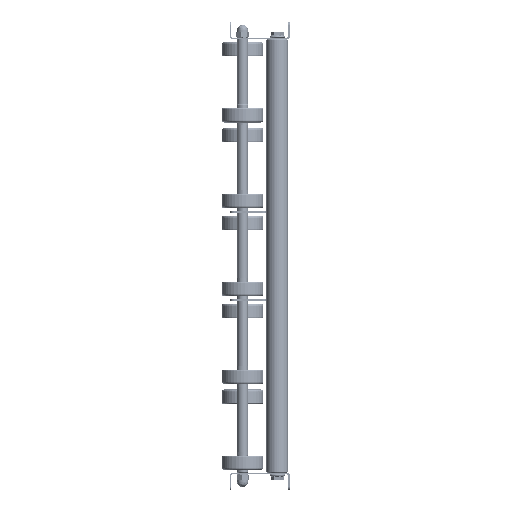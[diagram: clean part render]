
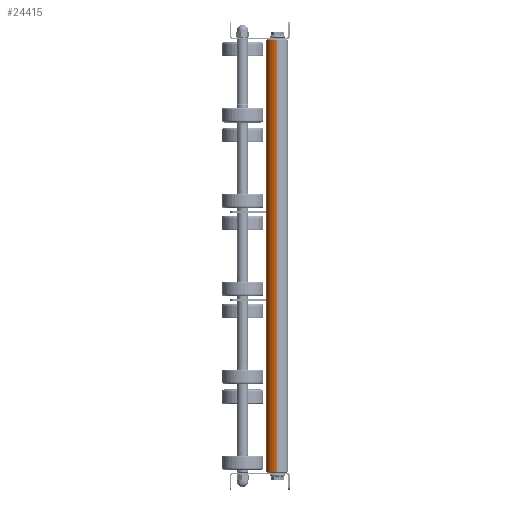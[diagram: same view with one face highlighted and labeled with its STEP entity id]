
A CAD part, left-side view. The second image highlights one B-rep face of the part: STEP entity #24415.
In plain terms, the highlighted cylindrical face has radius 12.5 mm (diameter 25 mm), a partial arc.
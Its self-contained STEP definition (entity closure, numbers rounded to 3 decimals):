
#406 = DIRECTION ( 'NONE',  ( 1., 0., 0. ) ) ;
#495 = VERTEX_POINT ( 'NONE', #15876 ) ;
#769 = CARTESIAN_POINT ( 'NONE',  ( 499., 0., -12.5 ) ) ;
#1500 = EDGE_CURVE ( 'NONE', #29865, #29831, #20472, .T. ) ;
#3067 = CARTESIAN_POINT ( 'NONE',  ( 1., 0., 0. ) ) ;
#3350 = DIRECTION ( 'NONE',  ( 0., 0., -1. ) ) ;
#4750 = DIRECTION ( 'NONE',  ( -1., 0., 0. ) ) ;
#4983 = AXIS2_PLACEMENT_3D ( 'NONE', #3067, #406, #17002 ) ;
#6277 = EDGE_CURVE ( 'NONE', #29865, #495, #14811, .T. ) ;
#6790 = VECTOR ( 'NONE', #17714, 1000. ) ;
#6871 = DIRECTION ( 'NONE',  ( 0., 0., 1. ) ) ;
#8236 = ORIENTED_EDGE ( 'NONE', *, *, #15484, .T. ) ;
#12567 = AXIS2_PLACEMENT_3D ( 'NONE', #22518, #17428, #3350 ) ;
#12693 = CARTESIAN_POINT ( 'NONE',  ( 499., 0., 12.5 ) ) ;
#14811 = LINE ( 'NONE', #19588, #6790 ) ;
#14999 = VECTOR ( 'NONE', #4750, 1000. ) ;
#15484 = EDGE_CURVE ( 'NONE', #26466, #495, #16836, .T. ) ;
#15841 = FACE_OUTER_BOUND ( 'NONE', #19023, .T. ) ;
#15876 = CARTESIAN_POINT ( 'NONE',  ( 1., 0., 12.5 ) ) ;
#15994 = CARTESIAN_POINT ( 'NONE',  ( 500., 0., 0. ) ) ;
#16661 = LINE ( 'NONE', #23784, #14999 ) ;
#16836 = CIRCLE ( 'NONE', #4983, 12.5 ) ;
#17002 = DIRECTION ( 'NONE',  ( 0., 0., -1. ) ) ;
#17428 = DIRECTION ( 'NONE',  ( -1., 0., 0. ) ) ;
#17714 = DIRECTION ( 'NONE',  ( -1., 0., 0. ) ) ;
#19023 = EDGE_LOOP ( 'NONE', ( #22680, #21082, #8236, #26528 ) ) ;
#19588 = CARTESIAN_POINT ( 'NONE',  ( 500., 0., 12.5 ) ) ;
#20472 = CIRCLE ( 'NONE', #12567, 12.5 ) ;
#21082 = ORIENTED_EDGE ( 'NONE', *, *, #26934, .T. ) ;
#21275 = CARTESIAN_POINT ( 'NONE',  ( 1., 0., -12.5 ) ) ;
#22518 = CARTESIAN_POINT ( 'NONE',  ( 499., 0., 0. ) ) ;
#22680 = ORIENTED_EDGE ( 'NONE', *, *, #1500, .T. ) ;
#23784 = CARTESIAN_POINT ( 'NONE',  ( 500., 0., -12.5 ) ) ;
#24415 = ADVANCED_FACE ( 'NONE', ( #15841 ), #30241, .T. ) ;
#25910 = AXIS2_PLACEMENT_3D ( 'NONE', #15994, #28069, #6871 ) ;
#26466 = VERTEX_POINT ( 'NONE', #21275 ) ;
#26528 = ORIENTED_EDGE ( 'NONE', *, *, #6277, .F. ) ;
#26934 = EDGE_CURVE ( 'NONE', #29831, #26466, #16661, .T. ) ;
#28069 = DIRECTION ( 'NONE',  ( -1., 0., 0. ) ) ;
#29831 = VERTEX_POINT ( 'NONE', #769 ) ;
#29865 = VERTEX_POINT ( 'NONE', #12693 ) ;
#30241 = CYLINDRICAL_SURFACE ( 'NONE', #25910, 12.5 ) ;
